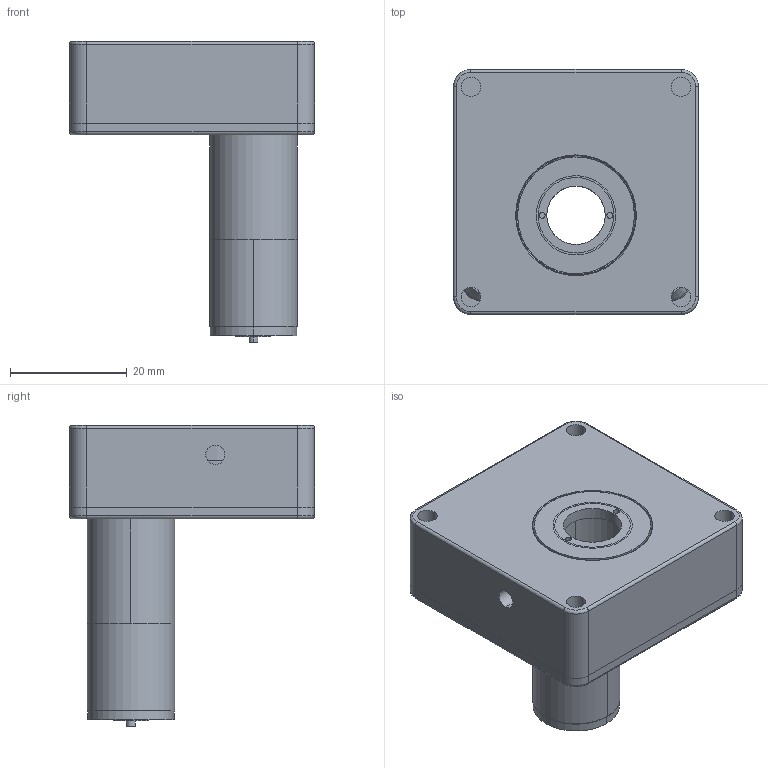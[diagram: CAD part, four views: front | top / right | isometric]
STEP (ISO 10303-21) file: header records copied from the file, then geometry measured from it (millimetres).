
FILE_DESCRIPTION (( 'STEP AP214' ), '1' );
FILE_NAME ('08PMR-0.5M.STEP', '2018-07-26T07:31:13', ( '' ), ( '' ), 'SwSTEP 2.0', 'SolidWorks 2016', '' );
FILE_SCHEMA (( 'AUTOMOTIVE_DESIGN' ));
Length unit declared in the file: millimetre
Products named in the file (1): 08PMR-0.5M
Bounding box: 42 x 42 x 51.62 mm (x, y, z)
Surface area: 9984 mm2 (no closed solid volume)
Topology: 0 solids, 13 shells, 195 faces, 562 edges, 380 vertices
Faces by surface type: cylinder 92, plane 71, cone 22, torus 10
Entity records: 8616 total; most frequent: DIRECTION 1212, CARTESIAN_POINT 1165, ORIENTED_EDGE 942, EDGE_CURVE 562, AXIS2_PLACEMENT_3D 457, VERTEX_POINT 380, VECTOR 298, LINE 298
